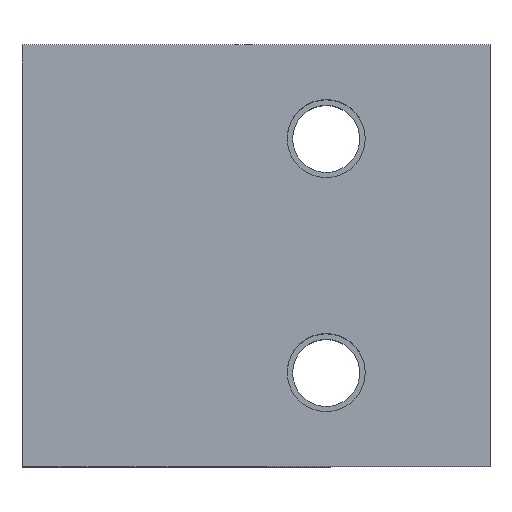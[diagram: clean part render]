
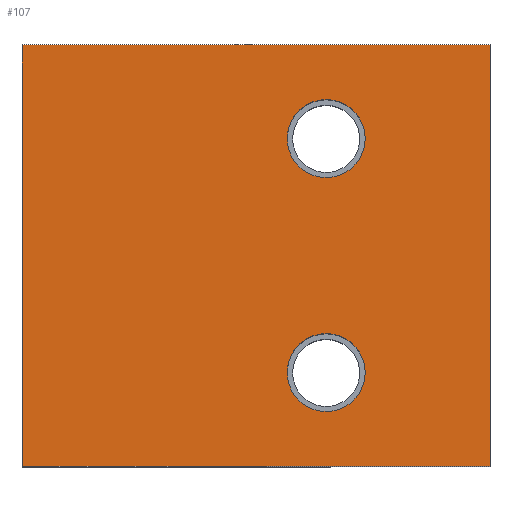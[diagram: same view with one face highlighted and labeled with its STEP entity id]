
A CAD part, top view. The second image highlights one B-rep face of the part: STEP entity #107.
In plain terms, the highlighted planar face has unit normal (0, 0, 1).
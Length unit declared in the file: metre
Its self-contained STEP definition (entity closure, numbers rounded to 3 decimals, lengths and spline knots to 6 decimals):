
#107 = ADVANCED_FACE( '', ( #225, #226, #227 ), #228, .T. );
#225 = FACE_BOUND( '', #337, .T. );
#226 = FACE_OUTER_BOUND( '', #338, .T. );
#227 = FACE_BOUND( '', #339, .T. );
#228 = PLANE( '', #340 );
#337 = EDGE_LOOP( '', ( #565 ) );
#338 = EDGE_LOOP( '', ( #566, #567, #568, #569 ) );
#339 = EDGE_LOOP( '', ( #570 ) );
#340 = AXIS2_PLACEMENT_3D( '', #571, #572, #573 );
#565 = ORIENTED_EDGE( '', *, *, #645, .T. );
#566 = ORIENTED_EDGE( '', *, *, #683, .F. );
#567 = ORIENTED_EDGE( '', *, *, #626, .F. );
#568 = ORIENTED_EDGE( '', *, *, #612, .T. );
#569 = ORIENTED_EDGE( '', *, *, #593, .T. );
#570 = ORIENTED_EDGE( '', *, *, #679, .T. );
#571 = CARTESIAN_POINT( '', ( -0.03, -0.027, 0.03 ) );
#572 = DIRECTION( '', ( 0., 0., 1. ) );
#573 = DIRECTION( '', ( 1., 0., 0. ) );
#593 = EDGE_CURVE( '', #689, #686, #690, .T. );
#612 = EDGE_CURVE( '', #723, #689, #724, .T. );
#626 = EDGE_CURVE( '', #723, #747, #748, .T. );
#645 = EDGE_CURVE( '', #776, #776, #777, .T. );
#679 = EDGE_CURVE( '', #820, #820, #821, .T. );
#683 = EDGE_CURVE( '', #747, #686, #825, .T. );
#686 = VERTEX_POINT( '', #828 );
#689 = VERTEX_POINT( '', #832 );
#690 = LINE( '', #833, #834 );
#723 = VERTEX_POINT( '', #879 );
#724 = LINE( '', #880, #881 );
#747 = VERTEX_POINT( '', #962 );
#748 = LINE( '', #963, #964 );
#776 = VERTEX_POINT( '', #998 );
#777 = CIRCLE( '', #999, 0.005 );
#820 = VERTEX_POINT( '', #1057 );
#821 = CIRCLE( '', #1058, 0.005 );
#825 = LINE( '', #1062, #1063 );
#828 = CARTESIAN_POINT( '', ( 0.03, 0.027, 0.03 ) );
#832 = CARTESIAN_POINT( '', ( 0.03, -0.027, 0.03 ) );
#833 = CARTESIAN_POINT( '', ( 0.03, -0.027, 0.03 ) );
#834 = VECTOR( '', #1066, 1. );
#879 = CARTESIAN_POINT( '', ( -0.03, -0.027, 0.03 ) );
#880 = CARTESIAN_POINT( '', ( -0.03, -0.027, 0.03 ) );
#881 = VECTOR( '', #1088, 1. );
#962 = CARTESIAN_POINT( '', ( -0.03, 0.027, 0.03 ) );
#963 = CARTESIAN_POINT( '', ( -0.03, -0.027, 0.03 ) );
#964 = VECTOR( '', #1106, 1. );
#998 = CARTESIAN_POINT( '', ( 0.014, 0.015, 0.03 ) );
#999 = AXIS2_PLACEMENT_3D( '', #1134, #1135, #1136 );
#1057 = CARTESIAN_POINT( '', ( 0.014, -0.015, 0.03 ) );
#1058 = AXIS2_PLACEMENT_3D( '', #1167, #1168, #1169 );
#1062 = CARTESIAN_POINT( '', ( -0.03, 0.027, 0.03 ) );
#1063 = VECTOR( '', #1170, 1. );
#1066 = DIRECTION( '', ( 0., 1., 0. ) );
#1088 = DIRECTION( '', ( 1., 0., 0. ) );
#1106 = DIRECTION( '', ( 0., 1., 0. ) );
#1134 = CARTESIAN_POINT( '', ( 0.009, 0.015, 0.03 ) );
#1135 = DIRECTION( '', ( 0., 0., -1. ) );
#1136 = DIRECTION( '', ( 1., 0., 0. ) );
#1167 = CARTESIAN_POINT( '', ( 0.009, -0.015, 0.03 ) );
#1168 = DIRECTION( '', ( 0., 0., -1. ) );
#1169 = DIRECTION( '', ( 1., 0., 0. ) );
#1170 = DIRECTION( '', ( 1., 0., 0. ) );
